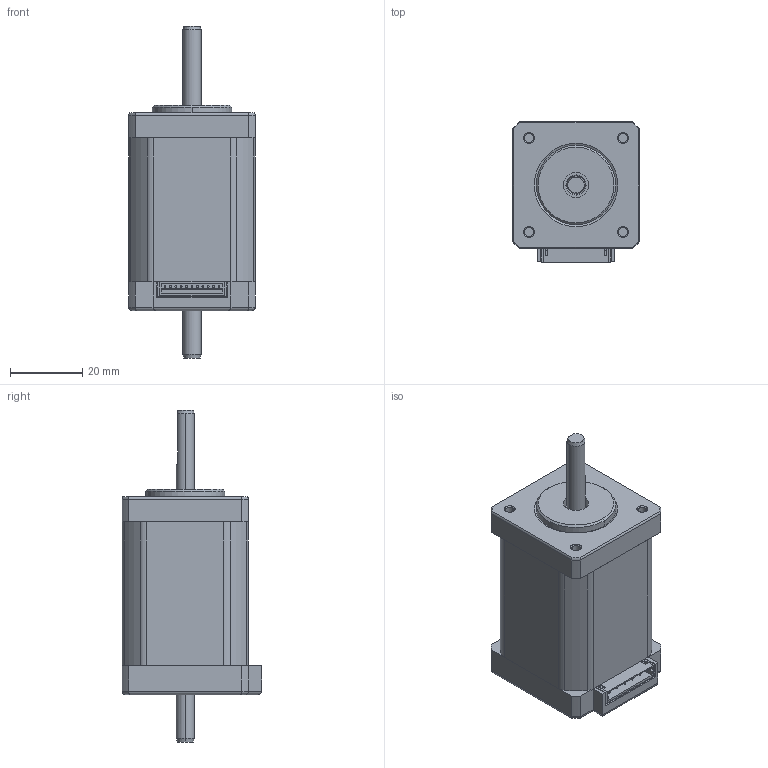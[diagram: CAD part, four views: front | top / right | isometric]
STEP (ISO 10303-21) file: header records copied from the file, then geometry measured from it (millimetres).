
FILE_DESCRIPTION((''),'2;1');
FILE_NAME('4611110027601_ASM','2024-04-17T10:19:36',('ms26442'),(''),'CREO PARAMETRIC BY PTC INC, 2018100','CREO PARAMETRIC BY PTC INC, 2018100','');
FILE_SCHEMA(('CONFIG_CONTROL_DESIGN'));
Products named in the file (26): 4613102100380; 3698153000367; 3698153000320; 4718405003469; 4613104003434_ASM; 4613103006314_ASM; 4219121302120; 4613106100212_AF0; 4332101104156_AF0; 4693220000331_AF0; 4613106100212_AF1; 4613110000008; 4613106100212; 4693220000331; 4613107110488_ASM; 4333201500088; 4333201500098; 4331101000001; 4613108006961_ASM; 4294440200012_AF0; 4219121302206; 3698151100131; 4294404000174; 4613153001603_ASM; 3219720000388; 4611110027601_ASM
Assembly tree (30 placements, depth 5):
  4611110027601_ASM
    4613153001603_ASM
      4613103006314_ASM
        4613104003434_ASM
          4613102100380
          3698153000367
          3698153000320
          4718405003469
      4219121302120
      4613108006961_ASM
        4613107110488_ASM
          4613106100212_AF0
          4332101104156_AF0
          4693220000331_AF0
          4613106100212_AF1
          4613110000008
          4613106100212  x2
          4693220000331
        4333201500088
        4333201500098
        4331101000001  x2
      4294440200012_AF0
      4219121302206
      3698151100131
      4294404000174  x4
    3219720000388
Bounding box: 35 x 38.79 x 92 mm (x, y, z)
Volume: 49942.5 mm3; surface area: 62348.9 mm2
Topology: 28 solids, 38 shells, 3588 faces, 10053 edges, 6632 vertices
Faces by surface type: cylinder 1971, plane 1464, cone 67, torus 34, extrusion 24, bspline 20, sphere 8
Entity records: 100590 total; most frequent: CARTESIAN_POINT 19392, DIRECTION 17560, ORIENTED_EDGE 16922, EDGE_CURVE 8467, AXIS2_PLACEMENT_3D 6328, VERTEX_POINT 5584, VECTOR 4904, LINE 4880
